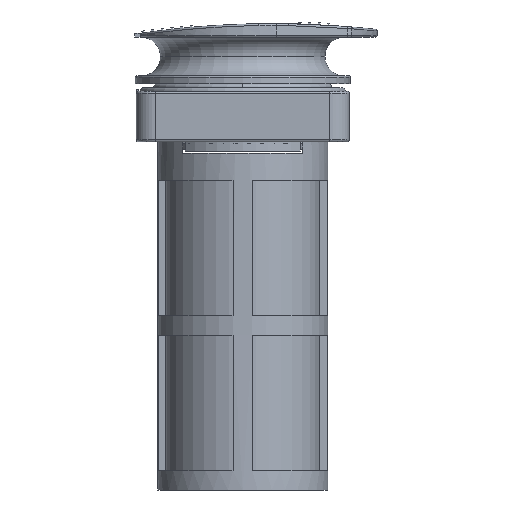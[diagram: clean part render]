
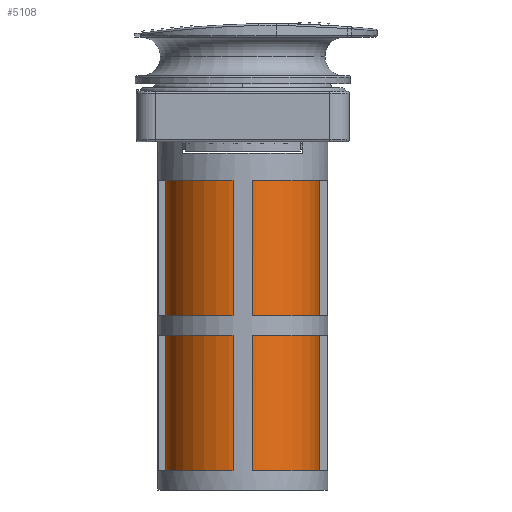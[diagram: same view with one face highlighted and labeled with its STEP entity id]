
A CAD part, left-side view. The second image highlights one B-rep face of the part: STEP entity #5108.
In plain terms, the highlighted cylindrical face has radius 20.3 mm (diameter 40.6 mm), a partial arc.
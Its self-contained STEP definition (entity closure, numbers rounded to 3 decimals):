
#109 = DIRECTION ( 'NONE',  ( 0., 0., 1. ) ) ;
#147 = ORIENTED_EDGE ( 'NONE', *, *, #6655, .T. ) ;
#169 = EDGE_LOOP ( 'NONE', ( #7095, #9582, #2305, #147 ) ) ;
#219 = LINE ( 'NONE', #4089, #8707 ) ;
#289 = VERTEX_POINT ( 'NONE', #10786 ) ;
#631 = DIRECTION ( 'NONE',  ( 0., 0., 1. ) ) ;
#801 = DIRECTION ( 'NONE',  ( 0., 1., 0. ) ) ;
#1380 = AXIS2_PLACEMENT_3D ( 'NONE', #2377, #4882, #7440 ) ;
#1641 = EDGE_CURVE ( 'NONE', #8619, #9657, #4485, .T. ) ;
#1746 = CARTESIAN_POINT ( 'NONE',  ( 0., -20.3, -19.56 ) ) ;
#2160 = DIRECTION ( 'NONE',  ( 0., 0., -1. ) ) ;
#2305 = ORIENTED_EDGE ( 'NONE', *, *, #5378, .T. ) ;
#2377 = CARTESIAN_POINT ( 'NONE',  ( 0., 0., -99.56 ) ) ;
#2956 = DIRECTION ( 'NONE',  ( 0., 1., 0. ) ) ;
#3101 = CARTESIAN_POINT ( 'NONE',  ( 0., 0., -19.56 ) ) ;
#4028 = CARTESIAN_POINT ( 'NONE',  ( 0., 20.3, -99.56 ) ) ;
#4089 = CARTESIAN_POINT ( 'NONE',  ( 0., 20.3, -99.56 ) ) ;
#4485 = CIRCLE ( 'NONE', #9013, 20.3 ) ;
#4882 = DIRECTION ( 'NONE',  ( 0., 0., 1. ) ) ;
#5108 = ADVANCED_FACE ( 'NONE', ( #5339 ), #10665, .T. ) ;
#5261 = VERTEX_POINT ( 'NONE', #1746 ) ;
#5339 = FACE_OUTER_BOUND ( 'NONE', #169, .T. ) ;
#5378 = EDGE_CURVE ( 'NONE', #8619, #5261, #5466, .T. ) ;
#5466 = LINE ( 'NONE', #6932, #7491 ) ;
#6655 = EDGE_CURVE ( 'NONE', #5261, #289, #9875, .T. ) ;
#6932 = CARTESIAN_POINT ( 'NONE',  ( 0., -20.3, -99.56 ) ) ;
#7095 = ORIENTED_EDGE ( 'NONE', *, *, #7780, .F. ) ;
#7440 = DIRECTION ( 'NONE',  ( 0., -1., 0. ) ) ;
#7491 = VECTOR ( 'NONE', #109, 1000. ) ;
#7780 = EDGE_CURVE ( 'NONE', #9657, #289, #219, .T. ) ;
#8619 = VERTEX_POINT ( 'NONE', #11040 ) ;
#8707 = VECTOR ( 'NONE', #631, 1000. ) ;
#9013 = AXIS2_PLACEMENT_3D ( 'NONE', #10307, #11045, #801 ) ;
#9076 = AXIS2_PLACEMENT_3D ( 'NONE', #3101, #2160, #2956 ) ;
#9582 = ORIENTED_EDGE ( 'NONE', *, *, #1641, .F. ) ;
#9657 = VERTEX_POINT ( 'NONE', #4028 ) ;
#9875 = CIRCLE ( 'NONE', #9076, 20.3 ) ;
#10307 = CARTESIAN_POINT ( 'NONE',  ( 0., 0., -99.56 ) ) ;
#10665 = CYLINDRICAL_SURFACE ( 'NONE', #1380, 20.3 ) ;
#10786 = CARTESIAN_POINT ( 'NONE',  ( 0., 20.3, -19.56 ) ) ;
#11040 = CARTESIAN_POINT ( 'NONE',  ( 0., -20.3, -99.56 ) ) ;
#11045 = DIRECTION ( 'NONE',  ( 0., 0., -1. ) ) ;
